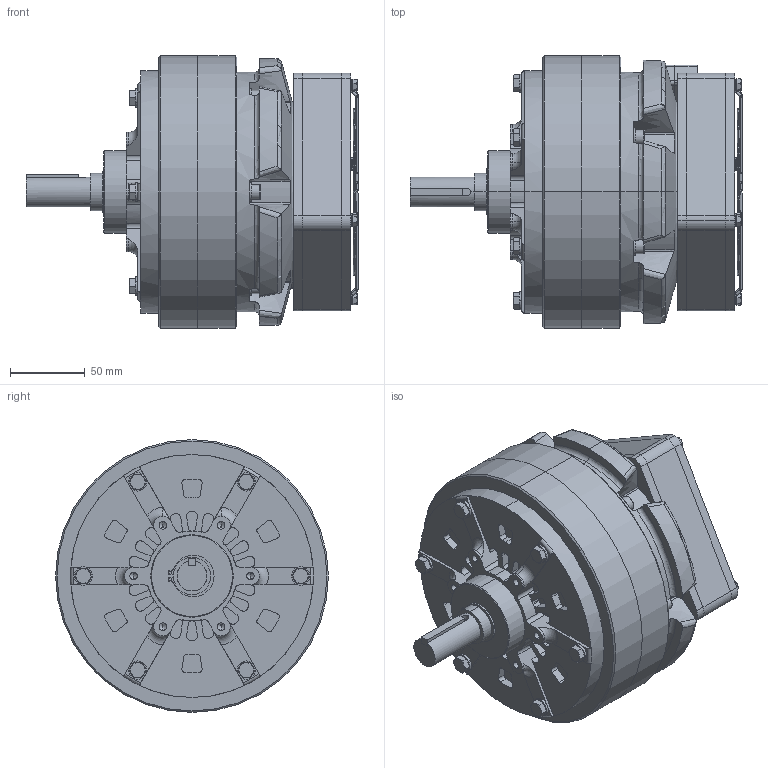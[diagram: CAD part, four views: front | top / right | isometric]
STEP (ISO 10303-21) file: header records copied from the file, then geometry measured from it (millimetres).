
FILE_DESCRIPTION (( 'STEP AP203' ), '1' );
FILE_NAME ('YPP616709.STEP', '2020-12-25T01:21:54', ( '' ), ( '' ), 'SwSTEP 2.0', 'SolidWorks 2016', '' );
FILE_SCHEMA (( 'CONFIG_CONTROL_DESIGN' ));
Length unit declared in the file: millimetre
Products named in the file (1): YPP616709
Bounding box: 221.5 x 182 x 182 mm (x, y, z)
Volume: 2992039.9 mm3; surface area: 312803.2 mm2
Topology: 46 solids, 46 shells, 891 faces, 2239 edges, 1434 vertices
Faces by surface type: cylinder 351, plane 319, torus 110, cone 75, bspline 36
Entity records: 28718 total; most frequent: CARTESIAN_POINT 7260, DIRECTION 4623, ORIENTED_EDGE 4426, EDGE_CURVE 2213, AXIS2_PLACEMENT_3D 1857, VERTEX_POINT 1434, CIRCLE 1001, EDGE_LOOP 927
